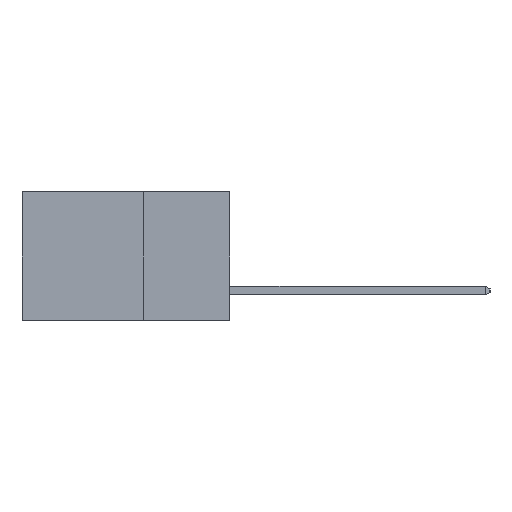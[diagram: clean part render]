
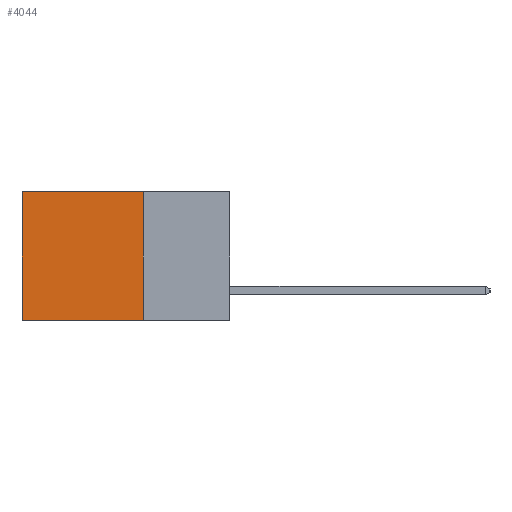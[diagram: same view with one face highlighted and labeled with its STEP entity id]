
A CAD part, left-side view. The second image highlights one B-rep face of the part: STEP entity #4044.
In plain terms, the highlighted planar face has unit normal (-1, 0, 0).
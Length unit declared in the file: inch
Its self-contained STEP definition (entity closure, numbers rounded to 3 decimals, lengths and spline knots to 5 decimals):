
#176 = EDGE_CURVE ( 'NONE', #14710, #14885, #7160, .T. ) ;
#287 = VECTOR ( 'NONE', #12634, 39.37008 ) ;
#1211 = EDGE_CURVE ( 'NONE', #14885, #12635, #7125, .T. ) ;
#1599 = ORIENTED_EDGE ( 'NONE', *, *, #1211, .T. ) ;
#1700 = EDGE_LOOP ( 'NONE', ( #1599, #8562, #12053, #16500 ) ) ;
#3729 = CARTESIAN_POINT ( 'NONE',  ( 0.2615, 0.25, 0. ) ) ;
#4044 = ADVANCED_FACE ( 'NONE', ( #8983 ), #14124, .F. ) ;
#5261 = DIRECTION ( 'NONE',  ( 0., 0., -1. ) ) ;
#5273 = VECTOR ( 'NONE', #7849, 39.37008 ) ;
#5435 = CARTESIAN_POINT ( 'NONE',  ( 0.2615, 0.6, 0. ) ) ;
#7125 = LINE ( 'NONE', #17279, #287 ) ;
#7160 = LINE ( 'NONE', #10197, #13975 ) ;
#7261 = EDGE_CURVE ( 'NONE', #12454, #12635, #16752, .T. ) ;
#7849 = DIRECTION ( 'NONE',  ( 0., 1., 0. ) ) ;
#7999 = CARTESIAN_POINT ( 'NONE',  ( 0.2615, 0.25, -0.37 ) ) ;
#8562 = ORIENTED_EDGE ( 'NONE', *, *, #7261, .F. ) ;
#8983 = FACE_OUTER_BOUND ( 'NONE', #1700, .T. ) ;
#9403 = CARTESIAN_POINT ( 'NONE',  ( 0.2615, 0.25, -0.37 ) ) ;
#9721 = CARTESIAN_POINT ( 'NONE',  ( 0.2615, 0.6, -0.37 ) ) ;
#10197 = CARTESIAN_POINT ( 'NONE',  ( 0.2615, 0.25, 0. ) ) ;
#11784 = EDGE_CURVE ( 'NONE', #14710, #12454, #15655, .T. ) ;
#12053 = ORIENTED_EDGE ( 'NONE', *, *, #11784, .F. ) ;
#12119 = CARTESIAN_POINT ( 'NONE',  ( 0.2615, 0.25, -0.37 ) ) ;
#12207 = VECTOR ( 'NONE', #5261, 39.37008 ) ;
#12454 = VERTEX_POINT ( 'NONE', #12119 ) ;
#12634 = DIRECTION ( 'NONE',  ( 0., 0., -1. ) ) ;
#12635 = VERTEX_POINT ( 'NONE', #9721 ) ;
#13394 = DIRECTION ( 'NONE',  ( 0., 0., -1. ) ) ;
#13472 = DIRECTION ( 'NONE',  ( 0., 1., 0. ) ) ;
#13490 = DIRECTION ( 'NONE',  ( 1., 0., 0. ) ) ;
#13887 = CARTESIAN_POINT ( 'NONE',  ( 0.2615, 0.25, -0.37 ) ) ;
#13975 = VECTOR ( 'NONE', #13472, 39.37008 ) ;
#14124 = PLANE ( 'NONE',  #16656 ) ;
#14710 = VERTEX_POINT ( 'NONE', #3729 ) ;
#14885 = VERTEX_POINT ( 'NONE', #5435 ) ;
#15655 = LINE ( 'NONE', #9403, #12207 ) ;
#16500 = ORIENTED_EDGE ( 'NONE', *, *, #176, .T. ) ;
#16656 = AXIS2_PLACEMENT_3D ( 'NONE', #13887, #13490, #13394 ) ;
#16752 = LINE ( 'NONE', #7999, #5273 ) ;
#17279 = CARTESIAN_POINT ( 'NONE',  ( 0.2615, 0.6, -0.37 ) ) ;
